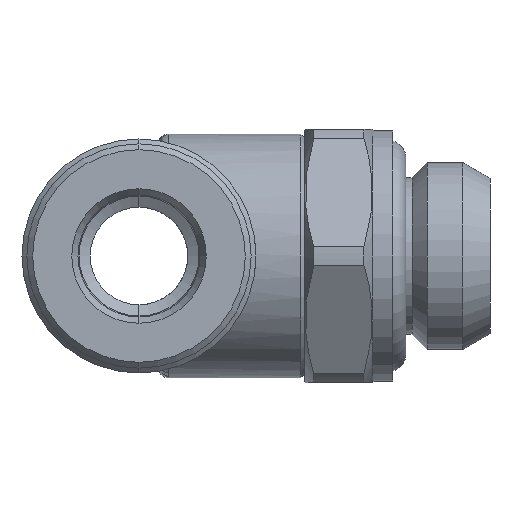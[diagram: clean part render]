
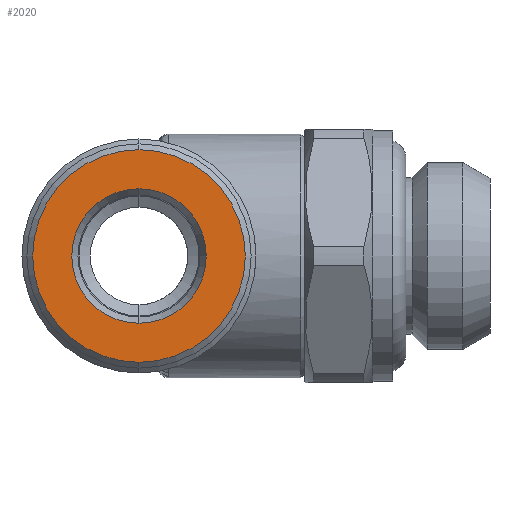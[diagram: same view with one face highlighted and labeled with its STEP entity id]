
A CAD part, left-side view. The second image highlights one B-rep face of the part: STEP entity #2020.
In plain terms, the highlighted planar face has unit normal (-1, 0, 0).
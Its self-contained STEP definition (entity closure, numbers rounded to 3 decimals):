
#155 = AXIS2_PLACEMENT_3D ( 'NONE', #1524, #2462, #2170 ) ;
#278 = VERTEX_POINT ( 'NONE', #2729 ) ;
#473 = EDGE_CURVE ( 'NONE', #278, #2339, #2469, .T. ) ;
#550 = CARTESIAN_POINT ( 'NONE',  ( -21.4, 0., 3.45 ) ) ;
#593 = DIRECTION ( 'NONE',  ( 1., 0., 0. ) ) ;
#899 = AXIS2_PLACEMENT_3D ( 'NONE', #3083, #593, #948 ) ;
#902 = FACE_OUTER_BOUND ( 'NONE', #2786, .T. ) ;
#948 = DIRECTION ( 'NONE',  ( 0., 0., -1. ) ) ;
#1107 = DIRECTION ( 'NONE',  ( 1., 0., 0. ) ) ;
#1208 = EDGE_CURVE ( 'NONE', #2252, #1675, #1794, .T. ) ;
#1215 = DIRECTION ( 'NONE',  ( 0., 0., 1. ) ) ;
#1217 = CIRCLE ( 'NONE', #2350, 5.45 ) ;
#1253 = CARTESIAN_POINT ( 'NONE',  ( -21.4, 5.45, 0. ) ) ;
#1272 = DIRECTION ( 'NONE',  ( 1., 0., 0. ) ) ;
#1524 = CARTESIAN_POINT ( 'NONE',  ( -21.4, 0., 0. ) ) ;
#1581 = PLANE ( 'NONE',  #2465 ) ;
#1675 = VERTEX_POINT ( 'NONE', #3153 ) ;
#1794 = CIRCLE ( 'NONE', #899, 5.45 ) ;
#1924 = CARTESIAN_POINT ( 'NONE',  ( -21.4, 0., 0. ) ) ;
#2020 = ADVANCED_FACE ( 'NONE', ( #3076, #902 ), #1581, .T. ) ;
#2170 = DIRECTION ( 'NONE',  ( 0., 0., -1. ) ) ;
#2252 = VERTEX_POINT ( 'NONE', #2813 ) ;
#2256 = ORIENTED_EDGE ( 'NONE', *, *, #2759, .F. ) ;
#2325 = ORIENTED_EDGE ( 'NONE', *, *, #3647, .T. ) ;
#2339 = VERTEX_POINT ( 'NONE', #550 ) ;
#2350 = AXIS2_PLACEMENT_3D ( 'NONE', #3267, #1107, #3283 ) ;
#2462 = DIRECTION ( 'NONE',  ( 1., 0., 0. ) ) ;
#2465 = AXIS2_PLACEMENT_3D ( 'NONE', #1253, #3705, #1215 ) ;
#2469 = CIRCLE ( 'NONE', #3305, 3.45 ) ;
#2630 = ORIENTED_EDGE ( 'NONE', *, *, #1208, .F. ) ;
#2729 = CARTESIAN_POINT ( 'NONE',  ( -21.4, 0., -3.45 ) ) ;
#2759 = EDGE_CURVE ( 'NONE', #1675, #2252, #1217, .T. ) ;
#2786 = EDGE_LOOP ( 'NONE', ( #2256, #2630 ) ) ;
#2813 = CARTESIAN_POINT ( 'NONE',  ( -21.4, 0., 5.45 ) ) ;
#3076 = FACE_BOUND ( 'NONE', #3435, .T. ) ;
#3083 = CARTESIAN_POINT ( 'NONE',  ( -21.4, 0., 0. ) ) ;
#3120 = DIRECTION ( 'NONE',  ( 0., 0., -1. ) ) ;
#3126 = CIRCLE ( 'NONE', #155, 3.45 ) ;
#3153 = CARTESIAN_POINT ( 'NONE',  ( -21.4, 0., -5.45 ) ) ;
#3267 = CARTESIAN_POINT ( 'NONE',  ( -21.4, 0., 0. ) ) ;
#3283 = DIRECTION ( 'NONE',  ( 0., 0., -1. ) ) ;
#3305 = AXIS2_PLACEMENT_3D ( 'NONE', #1924, #1272, #3120 ) ;
#3435 = EDGE_LOOP ( 'NONE', ( #2325, #3874 ) ) ;
#3647 = EDGE_CURVE ( 'NONE', #2339, #278, #3126, .T. ) ;
#3705 = DIRECTION ( 'NONE',  ( -1., 0., 0. ) ) ;
#3874 = ORIENTED_EDGE ( 'NONE', *, *, #473, .T. ) ;
